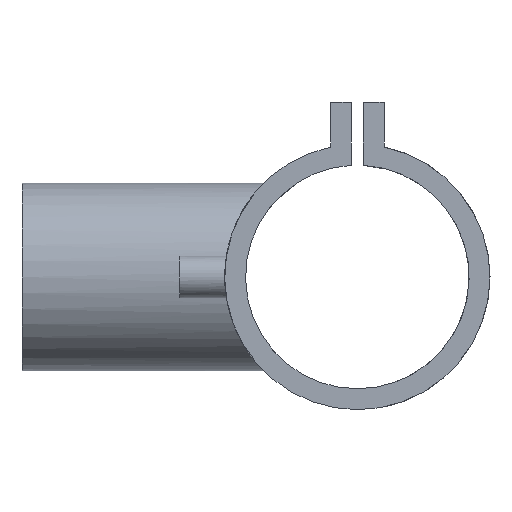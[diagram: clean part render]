
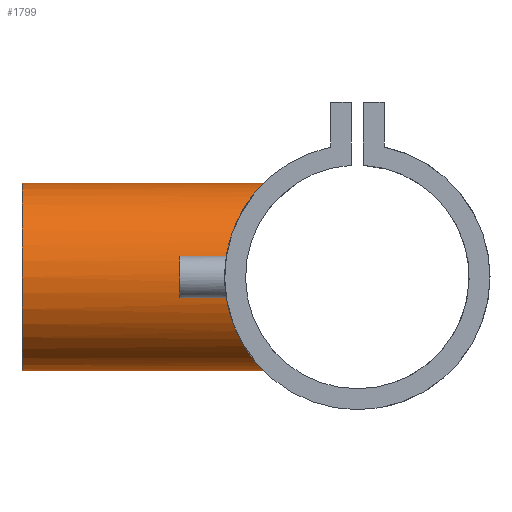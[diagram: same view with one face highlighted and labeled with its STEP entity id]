
A CAD part, left-side view. The second image highlights one B-rep face of the part: STEP entity #1799.
In plain terms, the highlighted cylindrical face has radius 31.5 mm (diameter 63 mm), a partial arc.
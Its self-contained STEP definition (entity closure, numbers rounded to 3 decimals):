
#8 = CARTESIAN_POINT ( 'NONE',  ( -3.722, 31.648, -31.284 ) ) ;
#19 = CARTESIAN_POINT ( 'NONE',  ( -23.874, 39.47, 20.556 ) ) ;
#26 = LINE ( 'NONE', #1480, #488 ) ;
#31 = CARTESIAN_POINT ( 'NONE',  ( -31.287, 44.349, -4.233 ) ) ;
#33 = ORIENTED_EDGE ( 'NONE', *, *, #648, .F. ) ;
#57 = CARTESIAN_POINT ( 'NONE',  ( 0., 31.432, -31.5 ) ) ;
#58 = CIRCLE ( 'NONE', #645, 31.5 ) ;
#108 = ORIENTED_EDGE ( 'NONE', *, *, #484, .F. ) ;
#143 = CARTESIAN_POINT ( 'NONE',  ( -10.375, 33.087, 29.761 ) ) ;
#151 = CARTESIAN_POINT ( 'NONE',  ( -8.377, 32.526, 30.37 ) ) ;
#159 = EDGE_CURVE ( 'NONE', #257, #1822, #1187, .T. ) ;
#165 = CARTESIAN_POINT ( 'NONE',  ( -14.586, 34.65, -27.924 ) ) ;
#174 = CARTESIAN_POINT ( 'NONE',  ( -31.441, 44.458, 2.206 ) ) ;
#180 = CARTESIAN_POINT ( 'NONE',  ( -30.63, 43.888, -7.373 ) ) ;
#188 = ORIENTED_EDGE ( 'NONE', *, *, #159, .F. ) ;
#208 = DIRECTION ( 'NONE',  ( 0., 0., 1. ) ) ;
#236 = CARTESIAN_POINT ( 'NONE',  ( 0., 0., -31.5 ) ) ;
#257 = VERTEX_POINT ( 'NONE', #307 ) ;
#282 = CARTESIAN_POINT ( 'NONE',  ( -31.503, 44.502, -2.111 ) ) ;
#289 = CARTESIAN_POINT ( 'NONE',  ( -27.126, 41.517, -16.047 ) ) ;
#297 = CARTESIAN_POINT ( 'NONE',  ( -5.312, 31.874, -31.054 ) ) ;
#299 = EDGE_CURVE ( 'NONE', #257, #1095, #26, .T. ) ;
#307 = CARTESIAN_POINT ( 'NONE',  ( 0., 31.432, 31.5 ) ) ;
#311 = CARTESIAN_POINT ( 'NONE',  ( -1.066, 31.432, -31.5 ) ) ;
#342 = DIRECTION ( 'NONE',  ( 0., 1., 0. ) ) ;
#440 = CARTESIAN_POINT ( 'NONE',  ( -13.21, 34.084, 28.614 ) ) ;
#448 = CARTESIAN_POINT ( 'NONE',  ( -12.753, 33.918, -28.807 ) ) ;
#458 = CARTESIAN_POINT ( 'NONE',  ( -29.336, 42.995, 11.486 ) ) ;
#469 = CARTESIAN_POINT ( 'NONE',  ( -22.866, 38.869, 21.671 ) ) ;
#484 = EDGE_CURVE ( 'NONE', #870, #1095, #58, .T. ) ;
#488 = VECTOR ( 'NONE', #1191, 1000. ) ;
#489 = ORIENTED_EDGE ( 'NONE', *, *, #299, .T. ) ;
#491 = VECTOR ( 'NONE', #1647, 1000. ) ;
#579 = CARTESIAN_POINT ( 'NONE',  ( -30.751, 43.973, -6.85 ) ) ;
#591 = CARTESIAN_POINT ( 'NONE',  ( -29.702, 43.246, 10.502 ) ) ;
#601 = CARTESIAN_POINT ( 'NONE',  ( -31.499, 44.499, 1.117 ) ) ;
#605 = DIRECTION ( 'NONE',  ( 0., 1., 0. ) ) ;
#610 = CARTESIAN_POINT ( 'NONE',  ( -30.363, 43.702, -8.404 ) ) ;
#620 = CARTESIAN_POINT ( 'NONE',  ( -26.592, 41.169, -16.916 ) ) ;
#633 = FACE_OUTER_BOUND ( 'NONE', #1507, .T. ) ;
#645 = AXIS2_PLACEMENT_3D ( 'NONE', #1661, #605, #1559 ) ;
#648 = EDGE_CURVE ( 'NONE', #1822, #870, #1092, .T. ) ;
#688 = CARTESIAN_POINT ( 'NONE',  ( 0., 112.5, 31.5 ) ) ;
#723 = CARTESIAN_POINT ( 'NONE',  ( -24.839, 40.059, 19.398 ) ) ;
#730 = CARTESIAN_POINT ( 'NONE',  ( -30.217, 43.601, -8.913 ) ) ;
#740 = CARTESIAN_POINT ( 'NONE',  ( -30.621, 43.882, 7.467 ) ) ;
#749 = CARTESIAN_POINT ( 'NONE',  ( -16.763, 35.616, -26.688 ) ) ;
#755 = CARTESIAN_POINT ( 'NONE',  ( -16.749, 35.609, 26.697 ) ) ;
#857 = CARTESIAN_POINT ( 'NONE',  ( -25.443, 40.437, 18.598 ) ) ;
#863 = CARTESIAN_POINT ( 'NONE',  ( -23.542, 39.27, 20.935 ) ) ;
#870 = VERTEX_POINT ( 'NONE', #1133 ) ;
#871 = CARTESIAN_POINT ( 'NONE',  ( 0., 31.432, 31.5 ) ) ;
#884 = CARTESIAN_POINT ( 'NONE',  ( -14.118, 34.448, 28.177 ) ) ;
#894 = CARTESIAN_POINT ( 'NONE',  ( -6.852, 32.167, 30.75 ) ) ;
#992 = CARTESIAN_POINT ( 'NONE',  ( 0., 31.432, -31.5 ) ) ;
#999 = CARTESIAN_POINT ( 'NONE',  ( -29.875, 43.365, 10. ) ) ;
#1006 = CARTESIAN_POINT ( 'NONE',  ( -31.053, 44.184, 5.393 ) ) ;
#1015 = CARTESIAN_POINT ( 'NONE',  ( -8.432, 32.48, -30.424 ) ) ;
#1023 = CARTESIAN_POINT ( 'NONE',  ( -2.13, 31.487, -31.446 ) ) ;
#1035 = CARTESIAN_POINT ( 'NONE',  ( -7.362, 32.279, 30.632 ) ) ;
#1092 = LINE ( 'NONE', #236, #491 ) ;
#1095 = VERTEX_POINT ( 'NONE', #688 ) ;
#1133 = CARTESIAN_POINT ( 'NONE',  ( 0., 112.5, -31.5 ) ) ;
#1148 = AXIS2_PLACEMENT_3D ( 'NONE', #1772, #342, #208 ) ;
#1149 = CARTESIAN_POINT ( 'NONE',  ( -20.758, 37.651, 23.776 ) ) ;
#1158 = CARTESIAN_POINT ( 'NONE',  ( -19.23, 36.82, -25.028 ) ) ;
#1166 = CARTESIAN_POINT ( 'NONE',  ( -24.884, 40.08, -19.42 ) ) ;
#1175 = CARTESIAN_POINT ( 'NONE',  ( -27.141, 41.52, 16.113 ) ) ;
#1185 = CARTESIAN_POINT ( 'NONE',  ( -13.22, 34.097, -28.596 ) ) ;
#1187 = B_SPLINE_CURVE_WITH_KNOTS ( 'NONE', 3,
 ( #871, #1576, #1319, #894, #1035, #151, #1438, #143, #1445, #440, #884, #1762, #755, #1302, #1149, #1290, #469, #863, #19, #723, #857, #1175, #1475, #1465, #458, #591, #999, #1866, #740, #1006, #1582, #174, #601, #282, #31, #579, #180, #610, #730, #1328, #1752, #1724, #1598, #289, #620, #1166, #1606, #1876, #1158, #749, #1457, #165, #1732, #1185, #448, #1741, #1015, #1590, #297, #1311, #8, #1023, #311, #57 ),
 .UNSPECIFIED., .F., .F.,
 ( 4, 2, 2, 2, 2, 2, 2, 2, 2, 2, 2, 2, 2, 2, 2, 2, 2, 2, 2, 2, 2, 2, 2, 2, 2, 2, 2, 2, 2, 2, 2, 4 ),
 ( 0., 0.006, 0.008, 0.01, 0.013, 0.016, 0.019, 0.026, 0.027, 0.029, 0.032, 0.038, 0.04, 0.042, 0.045, 0.048, 0.051, 0.058, 0.059, 0.061, 0.064, 0.067, 0.07, 0.077, 0.083, 0.086, 0.088, 0.089, 0.096, 0.097, 0.099, 0.102 ),
 .UNSPECIFIED. ) ;
#1191 = DIRECTION ( 'NONE',  ( 0., 1., 0. ) ) ;
#1195 = CYLINDRICAL_SURFACE ( 'NONE', #1148, 31.5 ) ;
#1290 = CARTESIAN_POINT ( 'NONE',  ( -22.521, 38.667, 22.029 ) ) ;
#1302 = CARTESIAN_POINT ( 'NONE',  ( -19.232, 36.821, 25.027 ) ) ;
#1311 = CARTESIAN_POINT ( 'NONE',  ( -4.252, 31.715, -31.216 ) ) ;
#1319 = CARTESIAN_POINT ( 'NONE',  ( -4.282, 31.659, 31.278 ) ) ;
#1328 = CARTESIAN_POINT ( 'NONE',  ( -29.745, 43.275, -10.42 ) ) ;
#1438 = CARTESIAN_POINT ( 'NONE',  ( -8.883, 32.66, 30.226 ) ) ;
#1445 = CARTESIAN_POINT ( 'NONE',  ( -11.338, 33.403, 29.406 ) ) ;
#1457 = CARTESIAN_POINT ( 'NONE',  ( -15.912, 35.221, -27.204 ) ) ;
#1465 = CARTESIAN_POINT ( 'NONE',  ( -29.142, 42.863, 11.969 ) ) ;
#1475 = CARTESIAN_POINT ( 'NONE',  ( -28.121, 42.171, 14.344 ) ) ;
#1480 = CARTESIAN_POINT ( 'NONE',  ( 0., 0., 31.5 ) ) ;
#1507 = EDGE_LOOP ( 'NONE', ( #33, #188, #489, #108 ) ) ;
#1559 = DIRECTION ( 'NONE',  ( 0., 0., 1. ) ) ;
#1576 = CARTESIAN_POINT ( 'NONE',  ( -2.172, 31.432, 31.5 ) ) ;
#1582 = CARTESIAN_POINT ( 'NONE',  ( -31.218, 44.301, 4.341 ) ) ;
#1590 = CARTESIAN_POINT ( 'NONE',  ( -5.839, 31.966, -30.959 ) ) ;
#1598 = CARTESIAN_POINT ( 'NONE',  ( -28.119, 42.173, -14.236 ) ) ;
#1606 = CARTESIAN_POINT ( 'NONE',  ( -23.605, 39.292, -20.954 ) ) ;
#1647 = DIRECTION ( 'NONE',  ( 0., 1., 0. ) ) ;
#1661 = CARTESIAN_POINT ( 'NONE',  ( 0., 112.5, 0. ) ) ;
#1724 = CARTESIAN_POINT ( 'NONE',  ( -28.57, 42.476, -13.306 ) ) ;
#1732 = CARTESIAN_POINT ( 'NONE',  ( -14.137, 34.463, -28.154 ) ) ;
#1741 = CARTESIAN_POINT ( 'NONE',  ( -10.399, 33.062, -29.804 ) ) ;
#1752 = CARTESIAN_POINT ( 'NONE',  ( -29.384, 43.027, -11.399 ) ) ;
#1762 = CARTESIAN_POINT ( 'NONE',  ( -15.886, 35.21, 27.219 ) ) ;
#1772 = CARTESIAN_POINT ( 'NONE',  ( 0., 0., 0. ) ) ;
#1799 = ADVANCED_FACE ( 'NONE', ( #633 ), #1195, .T. ) ;
#1822 = VERTEX_POINT ( 'NONE', #992 ) ;
#1866 = CARTESIAN_POINT ( 'NONE',  ( -30.353, 43.695, 8.489 ) ) ;
#1876 = CARTESIAN_POINT ( 'NONE',  ( -20.761, 37.652, -23.775 ) ) ;
